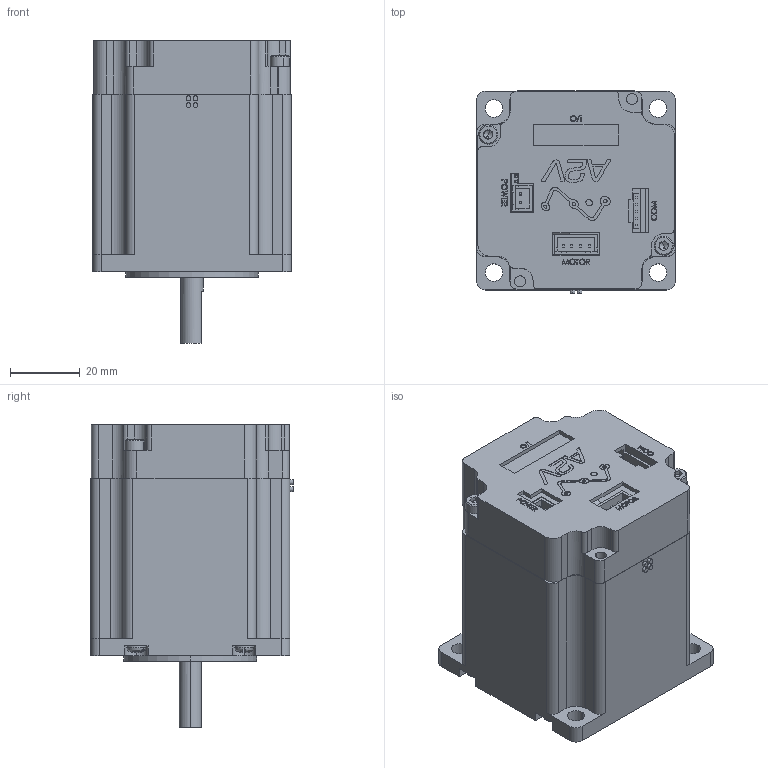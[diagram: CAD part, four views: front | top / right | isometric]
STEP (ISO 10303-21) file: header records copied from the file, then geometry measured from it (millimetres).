
FILE_DESCRIPTION (( 'STEP AP214' ), '1' );
FILE_NAME ('MOTEZY26198-A0.STEP', '2025-02-06T13:31:52', ( '' ), ( '' ), 'SwSTEP 2.0', 'SolidWorks 2020', '' );
FILE_SCHEMA (( 'AUTOMOTIVE_DESIGN' ));
Length unit declared in the file: millimetre
Products named in the file (7): ACCCER06583_ACCCER06583; DEVA2V26199-A0_D‚faut; VARSDP24953-A0_D‚faut; MOTDIN07453_MOTEZY05695; ACCMIS07689_D‚faut; MOTEZY26198-A0; ACCCER06582_ACCCER06582
Assembly tree (11 placements, depth 2):
  MOTEZY26198-A0
    ACCCER06582_ACCCER06582  x2
    ACCCER06583_ACCCER06583  x2
    MOTDIN07453_MOTEZY05695
    ACCMIS07689_D‚faut  x4
    DEVA2V26199-A0_D‚faut
    VARSDP24953-A0_D‚faut
Bounding box: 57.15 x 58.15 x 87 mm (x, y, z)
Volume: 173567.9 mm3; surface area: 43682.2 mm2
Topology: 10 solids, 297 shells, 7275 faces, 18970 edges, 12436 vertices
Faces by surface type: plane 5353, cylinder 1228, bspline 530, sphere 112, cone 28, torus 24
Entity records: 257985 total; most frequent: CARTESIAN_POINT 94503, ORIENTED_EDGE 37058, DIRECTION 22571, EDGE_CURVE 18596, VERTEX_POINT 12246, B_SPLINE_CURVE_WITH_KNOTS 10496, AXIS2_PLACEMENT_3D 7823, EDGE_LOOP 7583
